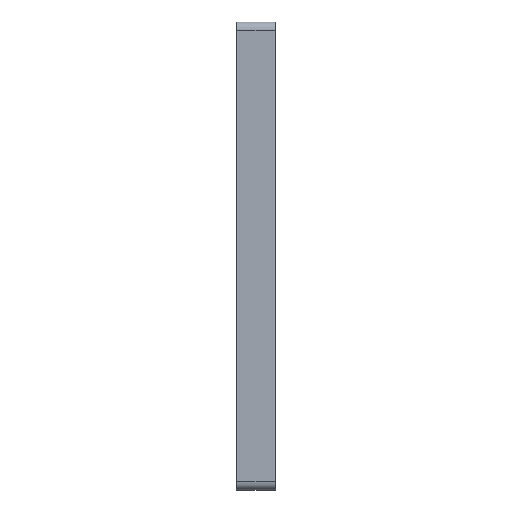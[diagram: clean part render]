
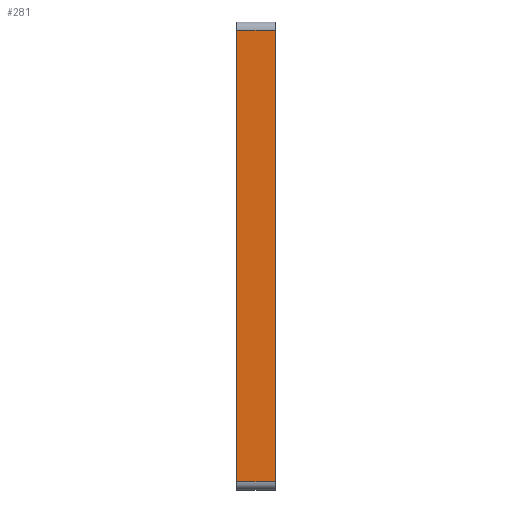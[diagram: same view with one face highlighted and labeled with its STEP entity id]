
A CAD part, left-side view. The second image highlights one B-rep face of the part: STEP entity #281.
In plain terms, the highlighted planar face has unit normal (-1, 0, 0).
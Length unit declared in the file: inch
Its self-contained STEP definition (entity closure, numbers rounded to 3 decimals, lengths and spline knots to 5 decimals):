
#1 = VERTEX_POINT ( 'NONE', #99 ) ;
#14 = VECTOR ( 'NONE', #409, 39.37008 ) ;
#22 = LINE ( 'NONE', #413, #14 ) ;
#88 = CARTESIAN_POINT ( 'NONE',  ( -2.875, 0.47244, 2.875 ) ) ;
#99 = CARTESIAN_POINT ( 'NONE',  ( -2.875, 0.47244, -2.775 ) ) ;
#101 = PLANE ( 'NONE',  #715 ) ;
#151 = CARTESIAN_POINT ( 'NONE',  ( -2.875, 0.47244, 2.875 ) ) ;
#181 = ORIENTED_EDGE ( 'NONE', *, *, #690, .T. ) ;
#191 = VECTOR ( 'NONE', #720, 39.37008 ) ;
#197 = VERTEX_POINT ( 'NONE', #562 ) ;
#208 = VECTOR ( 'NONE', #599, 39.37008 ) ;
#240 = EDGE_CURVE ( 'NONE', #416, #352, #537, .T. ) ;
#266 = EDGE_LOOP ( 'NONE', ( #632, #483, #455, #181 ) ) ;
#281 = ADVANCED_FACE ( 'NONE', ( #675 ), #101, .F. ) ;
#328 = EDGE_CURVE ( 'NONE', #1, #416, #405, .T. ) ;
#352 = VERTEX_POINT ( 'NONE', #684 ) ;
#405 = LINE ( 'NONE', #651, #191 ) ;
#409 = DIRECTION ( 'NONE',  ( 0., 1., 0. ) ) ;
#413 = CARTESIAN_POINT ( 'NONE',  ( -2.875, 0.47244, 2.775 ) ) ;
#416 = VERTEX_POINT ( 'NONE', #428 ) ;
#428 = CARTESIAN_POINT ( 'NONE',  ( -2.875, 0., -2.775 ) ) ;
#455 = ORIENTED_EDGE ( 'NONE', *, *, #240, .T. ) ;
#483 = ORIENTED_EDGE ( 'NONE', *, *, #328, .T. ) ;
#512 = DIRECTION ( 'NONE',  ( 1., 0., 0. ) ) ;
#537 = LINE ( 'NONE', #618, #208 ) ;
#562 = CARTESIAN_POINT ( 'NONE',  ( -2.875, 0.47244, 2.775 ) ) ;
#581 = VECTOR ( 'NONE', #635, 39.37008 ) ;
#583 = DIRECTION ( 'NONE',  ( 0., 0., -1. ) ) ;
#599 = DIRECTION ( 'NONE',  ( 0., 0., 1. ) ) ;
#607 = LINE ( 'NONE', #151, #581 ) ;
#618 = CARTESIAN_POINT ( 'NONE',  ( -2.875, 0., 2.875 ) ) ;
#632 = ORIENTED_EDGE ( 'NONE', *, *, #721, .F. ) ;
#635 = DIRECTION ( 'NONE',  ( 0., 0., 1. ) ) ;
#651 = CARTESIAN_POINT ( 'NONE',  ( -2.875, 0.47244, -2.775 ) ) ;
#675 = FACE_OUTER_BOUND ( 'NONE', #266, .T. ) ;
#684 = CARTESIAN_POINT ( 'NONE',  ( -2.875, 0., 2.775 ) ) ;
#690 = EDGE_CURVE ( 'NONE', #352, #197, #22, .T. ) ;
#715 = AXIS2_PLACEMENT_3D ( 'NONE', #88, #512, #583 ) ;
#720 = DIRECTION ( 'NONE',  ( 0., -1., 0. ) ) ;
#721 = EDGE_CURVE ( 'NONE', #1, #197, #607, .T. ) ;
